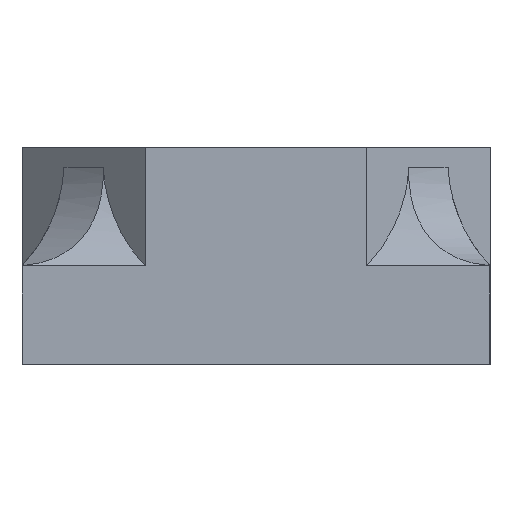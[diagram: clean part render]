
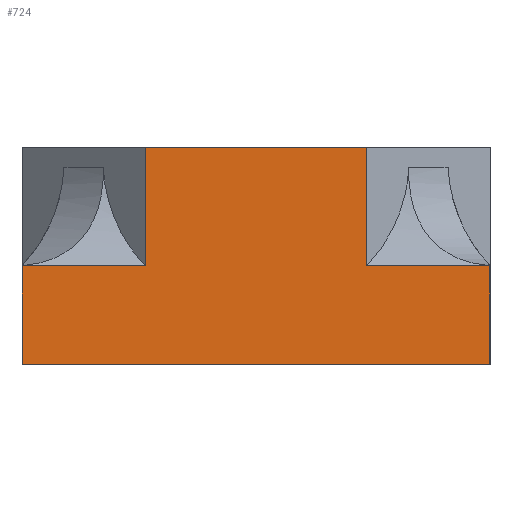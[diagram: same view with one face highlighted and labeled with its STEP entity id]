
A CAD part, front view. The second image highlights one B-rep face of the part: STEP entity #724.
In plain terms, the highlighted planar face has unit normal (0, -1, 0).
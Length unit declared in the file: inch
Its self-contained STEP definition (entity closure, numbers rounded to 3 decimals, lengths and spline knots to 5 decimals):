
#42=PLANE('',#785);
#53=LINE('',#1029,#131);
#57=LINE('',#1037,#135);
#70=LINE('',#1254,#148);
#71=LINE('',#1258,#149);
#75=LINE('',#1266,#153);
#90=LINE('',#1295,#168);
#92=LINE('',#1300,#170);
#128=LINE('',#1368,#206);
#129=LINE('',#1370,#207);
#131=VECTOR('',#800,0.3937);
#135=VECTOR('',#806,0.3937);
#148=VECTOR('',#851,0.3937);
#149=VECTOR('',#856,0.3937);
#153=VECTOR('',#862,0.3937);
#168=VECTOR('',#889,0.3937);
#170=VECTOR('',#893,0.3937);
#206=VECTOR('',#955,0.3937);
#207=VECTOR('',#958,0.3937);
#245=FACE_OUTER_BOUND('',#285,.T.);
#285=EDGE_LOOP('',(#649,#650,#651,#652,#653,#654,#655,#656,#657));
#307=VERTEX_POINT('',#1018);
#309=VERTEX_POINT('',#1027);
#312=VERTEX_POINT('',#1035);
#329=VERTEX_POINT('',#1184);
#335=VERTEX_POINT('',#1253);
#336=VERTEX_POINT('',#1257);
#339=VERTEX_POINT('',#1265);
#347=VERTEX_POINT('',#1293);
#349=VERTEX_POINT('',#1298);
#376=EDGE_CURVE('',#309,#307,#53,.T.);
#380=EDGE_CURVE('',#309,#312,#57,.T.);
#410=EDGE_CURVE('',#329,#335,#70,.T.);
#412=EDGE_CURVE('',#335,#336,#71,.T.);
#416=EDGE_CURVE('',#307,#339,#75,.T.);
#431=EDGE_CURVE('',#329,#347,#90,.T.);
#433=EDGE_CURVE('',#349,#347,#92,.T.);
#469=EDGE_CURVE('',#339,#349,#128,.T.);
#470=EDGE_CURVE('',#336,#312,#129,.T.);
#649=ORIENTED_EDGE('',*,*,#380,.T.);
#650=ORIENTED_EDGE('',*,*,#470,.F.);
#651=ORIENTED_EDGE('',*,*,#412,.F.);
#652=ORIENTED_EDGE('',*,*,#410,.F.);
#653=ORIENTED_EDGE('',*,*,#431,.T.);
#654=ORIENTED_EDGE('',*,*,#433,.F.);
#655=ORIENTED_EDGE('',*,*,#469,.F.);
#656=ORIENTED_EDGE('',*,*,#416,.F.);
#657=ORIENTED_EDGE('',*,*,#376,.F.);
#724=ADVANCED_FACE('',(#245),#42,.T.);
#785=AXIS2_PLACEMENT_3D('',#1369,#956,#957);
#800=DIRECTION('',(1.,0.,0.));
#806=DIRECTION('',(0.,0.,1.));
#851=DIRECTION('',(1.,0.,0.));
#856=DIRECTION('',(0.,0.,1.));
#862=DIRECTION('',(1.,0.,0.));
#889=DIRECTION('',(0.,0.,-1.));
#893=DIRECTION('',(-1.,0.,0.));
#955=DIRECTION('',(0.,0.,-1.));
#956=DIRECTION('center_axis',(0.,-1.,0.));
#957=DIRECTION('ref_axis',(1.,0.,0.));
#958=DIRECTION('',(1.,0.,0.));
#1018=CARTESIAN_POINT('',(113.74997,0.,5.));
#1027=CARTESIAN_POINT('',(107.49997,0.,5.));
#1029=CARTESIAN_POINT('',(90.,0.,5.));
#1035=CARTESIAN_POINT('',(107.49997,0.,11.));
#1037=CARTESIAN_POINT('',(107.49997,0.,5.));
#1184=CARTESIAN_POINT('',(90.,0.,5.));
#1253=CARTESIAN_POINT('',(96.24993,0.,5.));
#1254=CARTESIAN_POINT('',(90.,0.,5.));
#1257=CARTESIAN_POINT('',(96.24993,0.,11.));
#1258=CARTESIAN_POINT('',(96.24993,0.,5.));
#1265=CARTESIAN_POINT('',(113.75,0.,5.));
#1266=CARTESIAN_POINT('',(90.,0.,5.));
#1293=CARTESIAN_POINT('',(90.,0.,0.));
#1295=CARTESIAN_POINT('',(90.,0.,5.));
#1298=CARTESIAN_POINT('',(113.75,0.,0.));
#1300=CARTESIAN_POINT('',(90.,0.,0.));
#1368=CARTESIAN_POINT('',(113.75,0.,5.));
#1369=CARTESIAN_POINT('Origin',(96.24993,0.,5.));
#1370=CARTESIAN_POINT('',(96.24993,0.,11.));
